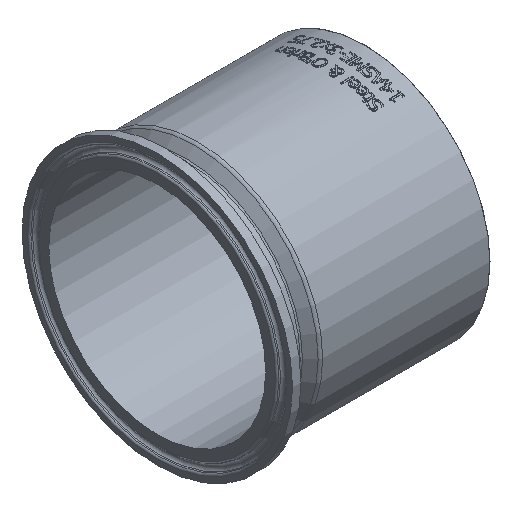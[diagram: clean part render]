
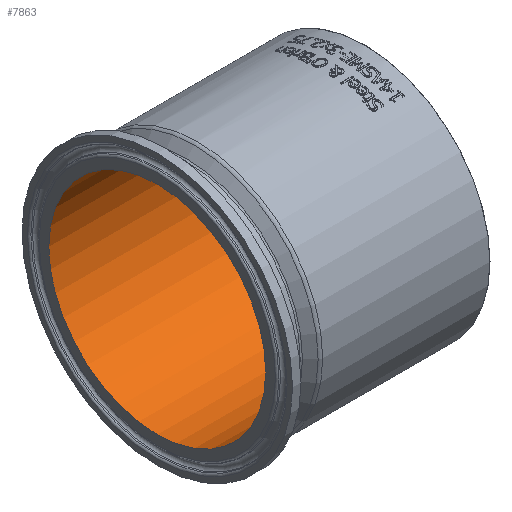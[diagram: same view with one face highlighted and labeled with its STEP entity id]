
A CAD part, isometric view. The second image highlights one B-rep face of the part: STEP entity #7863.
In plain terms, the highlighted cylindrical face has radius 36.449 mm (diameter 72.898 mm), a full revolution.
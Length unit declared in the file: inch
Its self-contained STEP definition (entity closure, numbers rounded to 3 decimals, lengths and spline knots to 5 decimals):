
#919=FACE_OUTER_BOUND('',#1386,.T.);
#1386=EDGE_LOOP('',(#7343,#7344,#7345,#7346,#7347,#7348,#7349));
#1580=CIRCLE('',#8364,1.435);
#1581=CIRCLE('',#8365,1.435);
#1616=CIRCLE('',#8412,1.435);
#1617=CIRCLE('',#8413,1.435);
#1621=CIRCLE('',#8417,1.435);
#2153=LINE('',#17464,#2682);
#2682=VECTOR('',#10026,1.435);
#3795=VERTEX_POINT('',#17362);
#3796=VERTEX_POINT('',#17363);
#3827=VERTEX_POINT('',#17447);
#3828=VERTEX_POINT('',#17448);
#3829=VERTEX_POINT('',#17450);
#4960=EDGE_CURVE('',#3795,#3796,#1580,.T.);
#4961=EDGE_CURVE('',#3796,#3795,#1581,.T.);
#5001=EDGE_CURVE('',#3827,#3828,#1616,.T.);
#5002=EDGE_CURVE('',#3828,#3829,#1617,.T.);
#5006=EDGE_CURVE('',#3829,#3827,#1621,.T.);
#5009=EDGE_CURVE('',#3828,#3796,#2153,.T.);
#7343=ORIENTED_EDGE('',*,*,#5001,.F.);
#7344=ORIENTED_EDGE('',*,*,#5006,.F.);
#7345=ORIENTED_EDGE('',*,*,#5002,.F.);
#7346=ORIENTED_EDGE('',*,*,#5009,.T.);
#7347=ORIENTED_EDGE('',*,*,#4960,.F.);
#7348=ORIENTED_EDGE('',*,*,#4961,.F.);
#7349=ORIENTED_EDGE('',*,*,#5009,.F.);
#7410=CYLINDRICAL_SURFACE('',#8421,1.435);
#7863=ADVANCED_FACE('',(#919),#7410,.F.);
#8364=AXIS2_PLACEMENT_3D('',#17364,#9905,#9906);
#8365=AXIS2_PLACEMENT_3D('',#17365,#9907,#9908);
#8412=AXIS2_PLACEMENT_3D('',#17449,#10006,#10007);
#8413=AXIS2_PLACEMENT_3D('',#17451,#10008,#10009);
#8417=AXIS2_PLACEMENT_3D('',#17457,#10016,#10017);
#8421=AXIS2_PLACEMENT_3D('',#17463,#10024,#10025);
#9905=DIRECTION('center_axis',(1.,0.,0.));
#9906=DIRECTION('ref_axis',(0.,1.,0.));
#9907=DIRECTION('center_axis',(1.,0.,0.));
#9908=DIRECTION('ref_axis',(0.,1.,0.));
#10006=DIRECTION('center_axis',(-1.,0.,0.));
#10007=DIRECTION('ref_axis',(0.,-1.,0.));
#10008=DIRECTION('center_axis',(-1.,0.,0.));
#10009=DIRECTION('ref_axis',(0.,-1.,0.));
#10016=DIRECTION('center_axis',(-1.,0.,0.));
#10017=DIRECTION('ref_axis',(0.,-1.,0.));
#10024=DIRECTION('center_axis',(1.,0.,0.));
#10025=DIRECTION('ref_axis',(0.,1.,0.));
#10026=DIRECTION('',(-1.,0.,0.));
#17362=CARTESIAN_POINT('',(0.,1.435,0.));
#17363=CARTESIAN_POINT('',(0.,-1.435,0.));
#17364=CARTESIAN_POINT('Origin',(0.,0.,0.));
#17365=CARTESIAN_POINT('Origin',(0.,0.,0.));
#17447=CARTESIAN_POINT('',(2.745,1.435,0.));
#17448=CARTESIAN_POINT('',(2.745,-1.435,0.));
#17449=CARTESIAN_POINT('Origin',(2.745,0.,0.));
#17450=CARTESIAN_POINT('',(2.745,0.,1.435));
#17451=CARTESIAN_POINT('Origin',(2.745,0.,0.));
#17457=CARTESIAN_POINT('Origin',(2.745,0.,0.));
#17463=CARTESIAN_POINT('Origin',(1.375,0.,0.));
#17464=CARTESIAN_POINT('',(1.375,-1.435,0.));
